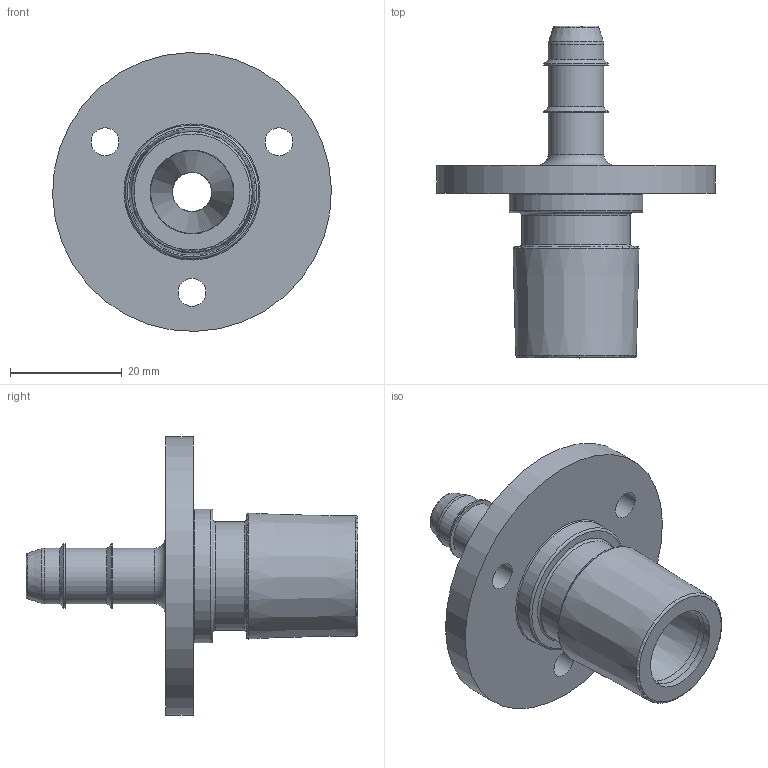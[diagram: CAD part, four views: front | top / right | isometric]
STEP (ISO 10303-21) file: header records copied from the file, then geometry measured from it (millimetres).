
FILE_DESCRIPTION(/* description */ (''),/* implementation_level */ '2;1');
FILE_NAME(/* name */ 'M-DVAM021048_RETOUR_AIR_PATIENT v1.step',/* time_stamp */ '2020-04-21T23:15:22+02:00',/* author */ (''),/* organization */ (''),/* preprocessor_version */ 'ST-DEVELOPER v18.1',/* originating_system */ 'Autodesk Translation Framework v9.2.0.1227',/* authorisation */ '');
FILE_SCHEMA (('AUTOMOTIVE_DESIGN { 1 0 10303 214 3 1 1 }'));
Length unit declared in the file: millimetre
Products named in the file (1): M-DVAM021048_RETOUR_AIR_PATIENT
Bounding box: 49.99 x 59.5 x 49.99 mm (x, y, z)
Volume: 18015.4 mm3; surface area: 9336.6 mm2
Topology: 1 solids, 1 shells, 155 faces, 419 edges, 279 vertices
Faces by surface type: plane 125, cylinder 13, torus 10, cone 5, bspline 2
Full cylindrical faces by diameter (mm): 5 x3, 7 x1, 10 x3, 11.5 x2, 15 x1, 19.5 x1, 24 x1, 50 x1
Entity records: 5021 total; most frequent: CARTESIAN_POINT 996, ORIENTED_EDGE 838, DIRECTION 798, EDGE_CURVE 419, LINE 348, VECTOR 348, VERTEX_POINT 279, AXIS2_PLACEMENT_3D 225
